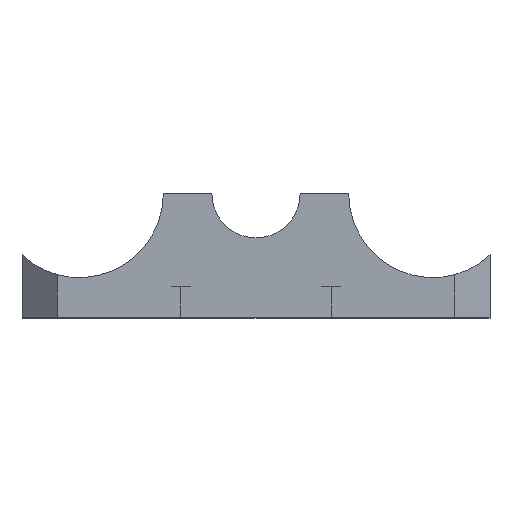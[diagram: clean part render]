
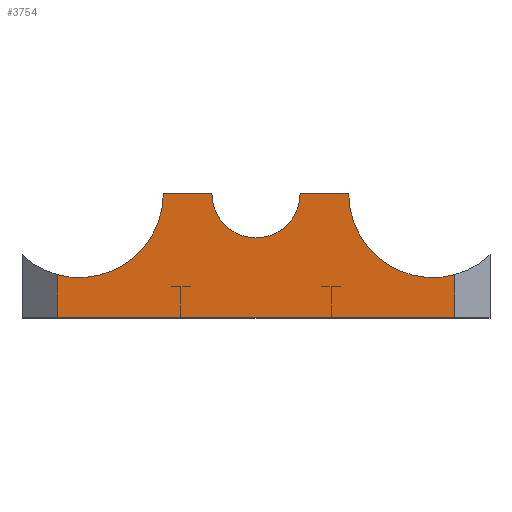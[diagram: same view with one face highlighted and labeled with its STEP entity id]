
A CAD part, top view. The second image highlights one B-rep face of the part: STEP entity #3754.
In plain terms, the highlighted planar face has unit normal (0, 0, 1).
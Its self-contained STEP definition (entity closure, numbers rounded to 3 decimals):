
#193=PLANE('',#4054);
#373=FACE_OUTER_BOUND('',#591,.T.);
#591=EDGE_LOOP('',(#3173,#3174,#3175,#3176,#3177,#3178,#3179,#3180,#3181,
#3182,#3183,#3184,#3185,#3186));
#748=CIRCLE('',#4055,9.5);
#749=CIRCLE('',#4056,5.);
#750=CIRCLE('',#4057,9.5);
#801=LINE('',#5276,#1195);
#806=LINE('',#5297,#1200);
#829=LINE('',#5376,#1223);
#839=LINE('',#5395,#1233);
#840=LINE('',#5397,#1234);
#864=LINE('',#5483,#1258);
#985=LINE('',#5920,#1379);
#1062=LINE('',#6116,#1456);
#1064=LINE('',#6122,#1458);
#1065=LINE('',#6126,#1459);
#1066=LINE('',#6129,#1460);
#1195=VECTOR('',#4215,10.);
#1200=VECTOR('',#4232,10.);
#1223=VECTOR('',#4311,10.);
#1233=VECTOR('',#4325,10.);
#1234=VECTOR('',#4328,10.);
#1258=VECTOR('',#4368,10.);
#1379=VECTOR('',#4647,10.);
#1456=VECTOR('',#4852,10.);
#1458=VECTOR('',#4858,10.);
#1459=VECTOR('',#4861,10.);
#1460=VECTOR('',#4864,10.);
#1596=VERTEX_POINT('',#5273);
#1597=VERTEX_POINT('',#5275);
#1606=VERTEX_POINT('',#5294);
#1607=VERTEX_POINT('',#5296);
#1635=VERTEX_POINT('',#5375);
#1642=VERTEX_POINT('',#5393);
#1816=VERTEX_POINT('',#6114);
#1817=VERTEX_POINT('',#6119);
#1818=VERTEX_POINT('',#6121);
#1819=VERTEX_POINT('',#6123);
#1820=VERTEX_POINT('',#6125);
#1821=VERTEX_POINT('',#6127);
#1949=EDGE_CURVE('',#1597,#1596,#801,.T.);
#1959=EDGE_CURVE('',#1607,#1606,#806,.T.);
#1998=EDGE_CURVE('',#1635,#1606,#829,.T.);
#2010=EDGE_CURVE('',#1596,#1642,#839,.T.);
#2012=EDGE_CURVE('',#1606,#1596,#840,.T.);
#2048=EDGE_CURVE('',#1607,#1606,#864,.T.);
#2200=EDGE_CURVE('',#1597,#1596,#985,.T.);
#2298=EDGE_CURVE('',#1816,#1642,#1062,.T.);
#2300=EDGE_CURVE('',#1816,#1817,#748,.T.);
#2301=EDGE_CURVE('',#1817,#1818,#1064,.T.);
#2302=EDGE_CURVE('',#1818,#1819,#749,.T.);
#2303=EDGE_CURVE('',#1819,#1820,#1065,.T.);
#2304=EDGE_CURVE('',#1820,#1821,#750,.T.);
#2305=EDGE_CURVE('',#1635,#1821,#1066,.T.);
#3173=ORIENTED_EDGE('',*,*,#2298,.F.);
#3174=ORIENTED_EDGE('',*,*,#2300,.T.);
#3175=ORIENTED_EDGE('',*,*,#2301,.T.);
#3176=ORIENTED_EDGE('',*,*,#2302,.T.);
#3177=ORIENTED_EDGE('',*,*,#2303,.T.);
#3178=ORIENTED_EDGE('',*,*,#2304,.T.);
#3179=ORIENTED_EDGE('',*,*,#2305,.F.);
#3180=ORIENTED_EDGE('',*,*,#1998,.T.);
#3181=ORIENTED_EDGE('',*,*,#2048,.F.);
#3182=ORIENTED_EDGE('',*,*,#1959,.T.);
#3183=ORIENTED_EDGE('',*,*,#2012,.T.);
#3184=ORIENTED_EDGE('',*,*,#2200,.F.);
#3185=ORIENTED_EDGE('',*,*,#1949,.T.);
#3186=ORIENTED_EDGE('',*,*,#2010,.T.);
#3754=ADVANCED_FACE('',(#373),#193,.T.);
#4054=AXIS2_PLACEMENT_3D('',#6118,#4854,#4855);
#4055=AXIS2_PLACEMENT_3D('',#6120,#4856,#4857);
#4056=AXIS2_PLACEMENT_3D('',#6124,#4859,#4860);
#4057=AXIS2_PLACEMENT_3D('',#6128,#4862,#4863);
#4215=DIRECTION('',(0.,-1.,0.));
#4232=DIRECTION('',(0.,-1.,0.));
#4311=DIRECTION('',(1.,0.,0.));
#4325=DIRECTION('',(1.,0.,0.));
#4328=DIRECTION('',(1.,0.,0.));
#4368=DIRECTION('',(0.,-1.,0.));
#4647=DIRECTION('',(0.,-1.,0.));
#4852=DIRECTION('',(0.,-1.,0.));
#4854=DIRECTION('center_axis',(0.,0.,1.));
#4855=DIRECTION('ref_axis',(1.,0.,0.));
#4856=DIRECTION('center_axis',(0.,0.,-1.));
#4857=DIRECTION('ref_axis',(1.,0.,0.));
#4858=DIRECTION('',(-1.,0.,0.));
#4859=DIRECTION('center_axis',(0.,0.,-1.));
#4860=DIRECTION('ref_axis',(1.,0.,0.));
#4861=DIRECTION('',(-1.,0.,0.));
#4862=DIRECTION('center_axis',(0.,0.,-1.));
#4863=DIRECTION('ref_axis',(0.684,0.729,0.));
#4864=DIRECTION('',(0.,1.,0.));
#5273=CARTESIAN_POINT('',(8.5,-14.,28.));
#5275=CARTESIAN_POINT('',(8.5,-10.5,28.));
#5276=CARTESIAN_POINT('',(8.5,-11.95,28.));
#5294=CARTESIAN_POINT('',(-8.5,-14.,28.));
#5296=CARTESIAN_POINT('',(-8.5,-10.5,28.));
#5297=CARTESIAN_POINT('',(-8.5,-11.95,28.));
#5375=CARTESIAN_POINT('',(-22.5,-14.,28.));
#5376=CARTESIAN_POINT('',(-26.5,-14.,28.));
#5393=CARTESIAN_POINT('',(22.5,-14.,28.));
#5395=CARTESIAN_POINT('',(-26.5,-14.,28.));
#5397=CARTESIAN_POINT('',(-26.5,-14.,28.));
#5483=CARTESIAN_POINT('',(-8.5,-11.95,28.));
#5920=CARTESIAN_POINT('',(8.5,-11.95,28.));
#6114=CARTESIAN_POINT('',(22.5,-9.165,28.));
#6116=CARTESIAN_POINT('',(22.5,-11.695,28.));
#6118=CARTESIAN_POINT('Origin',(0.,-9.391,
28.));
#6119=CARTESIAN_POINT('',(10.5,0.,28.));
#6120=CARTESIAN_POINT('Origin',(20.,0.,28.));
#6121=CARTESIAN_POINT('',(5.,0.,28.));
#6122=CARTESIAN_POINT('',(10.5,0.,28.));
#6123=CARTESIAN_POINT('',(-5.,0.,28.));
#6124=CARTESIAN_POINT('Origin',(0.,0.,28.));
#6125=CARTESIAN_POINT('',(-10.5,0.,28.));
#6126=CARTESIAN_POINT('',(-5.,0.,28.));
#6127=CARTESIAN_POINT('',(-22.5,-9.165,28.));
#6128=CARTESIAN_POINT('Origin',(-20.,0.,28.));
#6129=CARTESIAN_POINT('',(-22.5,-8.159,28.));
